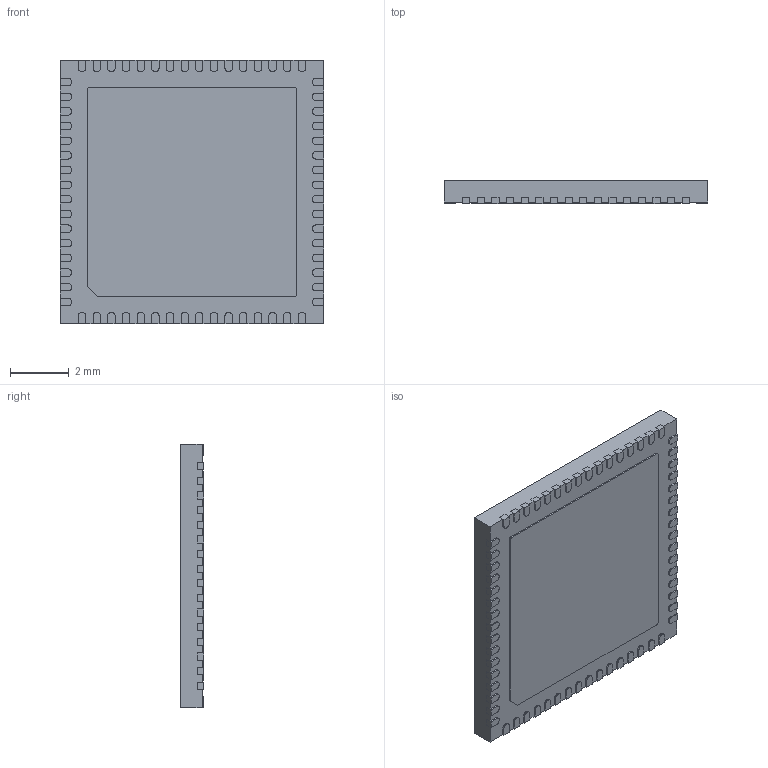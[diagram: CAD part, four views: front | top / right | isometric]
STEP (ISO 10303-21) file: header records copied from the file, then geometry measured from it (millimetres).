
FILE_DESCRIPTION (( 'STEP AP214' ), '1' );
FILE_NAME ('64-Lead Plastic QFN_05-08-1705.STEP', '2023-12-07T05:16:31', ( '' ), ( '' ), 'SwSTEP 2.0', 'SolidWorks 2021', '' );
FILE_SCHEMA (( 'AUTOMOTIVE_DESIGN' ));
Length unit declared in the file: millimetre
Products named in the file (1): 64-Lead Plastic QFN_05-08-1705
Bounding box: 9 x 0.8 x 9 mm (x, y, z)
Volume: 63.6 mm3; surface area: 335.4 mm2
Topology: 67 solids, 67 shells, 704 faces, 1704 edges, 1136 vertices
Faces by surface type: plane 534, cylinder 170
Entity records: 21076 total; most frequent: CARTESIAN_POINT 3545, DIRECTION 3454, ORIENTED_EDGE 3408, EDGE_CURVE 1704, LINE 1364, VECTOR 1364, VERTEX_POINT 1136, AXIS2_PLACEMENT_3D 1045
